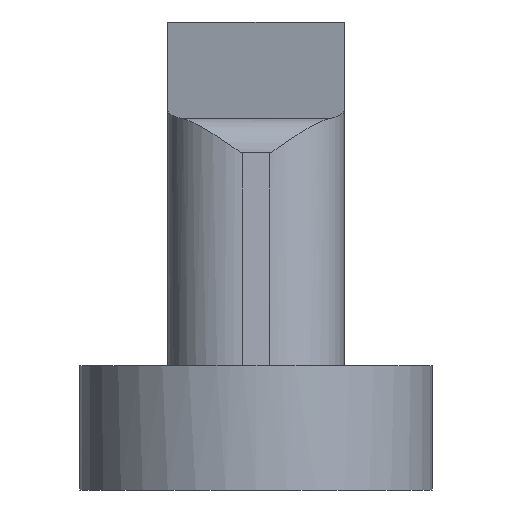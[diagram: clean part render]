
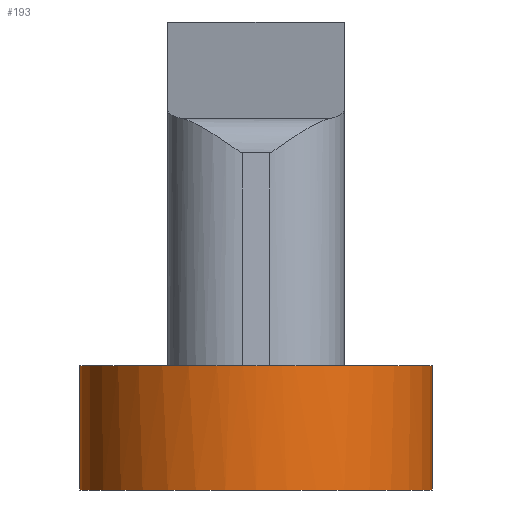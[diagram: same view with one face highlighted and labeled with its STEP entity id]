
A CAD part, left-side view. The second image highlights one B-rep face of the part: STEP entity #193.
In plain terms, the highlighted cylindrical face has radius 19 mm (diameter 38 mm), a partial arc.
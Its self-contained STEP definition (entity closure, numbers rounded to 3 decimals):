
#125=CARTESIAN_POINT('',(0.0,0.0,0.0));
#126=DIRECTION('',(0.0,0.0,1.0));
#127=DIRECTION('',(0.0,-1.0,0.0));
#128=AXIS2_PLACEMENT_3D('',#125,#126,#127);
#129=CYLINDRICAL_SURFACE('',#128,19.);
#130=CARTESIAN_POINT('',(0.,-19.,13.4));
#131=VERTEX_POINT('',#130);
#132=CARTESIAN_POINT('',(0.,-19.,0.0));
#133=VERTEX_POINT('',#132);
#134=CARTESIAN_POINT('',(0.,-19.,13.4));
#135=DIRECTION('',(0.0,0.0,-1.0));
#136=VECTOR('',#135,13.4);
#137=LINE('',#134,#136);
#138=EDGE_CURVE('',#131,#133,#137,.T.);
#139=ORIENTED_EDGE('',*,*,#138,.F.);
#140=CARTESIAN_POINT('',(-18.53,-4.2,13.4));
#141=VERTEX_POINT('',#140);
#142=CARTESIAN_POINT('',(0.0,0.0,13.4));
#143=DIRECTION('',(0.0,0.0,-1.0));
#144=DIRECTION('',(0.0,-1.0,0.0));
#145=AXIS2_PLACEMENT_3D('',#142,#143,#144);
#146=CIRCLE('',#145,19.);
#147=EDGE_CURVE('',#131,#141,#146,.T.);
#148=ORIENTED_EDGE('',*,*,#147,.T.);
#149=CARTESIAN_POINT('',(-19.,0.,13.4));
#150=VERTEX_POINT('',#149);
#151=CARTESIAN_POINT('',(0.0,0.0,13.4));
#152=DIRECTION('',(0.0,0.0,-1.0));
#153=DIRECTION('',(0.0,-1.0,0.0));
#154=AXIS2_PLACEMENT_3D('',#151,#152,#153);
#155=CIRCLE('',#154,19.);
#156=EDGE_CURVE('',#141,#150,#155,.T.);
#157=ORIENTED_EDGE('',*,*,#156,.T.);
#158=CARTESIAN_POINT('',(-18.53,4.2,13.4));
#159=VERTEX_POINT('',#158);
#160=CARTESIAN_POINT('',(0.0,0.0,13.4));
#161=DIRECTION('',(0.0,0.0,-1.0));
#162=DIRECTION('',(0.0,-1.0,0.0));
#163=AXIS2_PLACEMENT_3D('',#160,#161,#162);
#164=CIRCLE('',#163,19.);
#165=EDGE_CURVE('',#150,#159,#164,.T.);
#166=ORIENTED_EDGE('',*,*,#165,.T.);
#167=CARTESIAN_POINT('',(0.,19.,13.4));
#168=VERTEX_POINT('',#167);
#169=CARTESIAN_POINT('',(0.0,0.0,13.4));
#170=DIRECTION('',(0.0,0.0,-1.0));
#171=DIRECTION('',(0.0,-1.0,0.0));
#172=AXIS2_PLACEMENT_3D('',#169,#170,#171);
#173=CIRCLE('',#172,19.);
#174=EDGE_CURVE('',#159,#168,#173,.T.);
#175=ORIENTED_EDGE('',*,*,#174,.T.);
#176=CARTESIAN_POINT('',(0.,19.0,0.0));
#177=VERTEX_POINT('',#176);
#178=CARTESIAN_POINT('',(0.,19.,13.4));
#179=DIRECTION('',(0.0,0.0,-1.0));
#180=VECTOR('',#179,13.4);
#181=LINE('',#178,#180);
#182=EDGE_CURVE('',#168,#177,#181,.T.);
#183=ORIENTED_EDGE('',*,*,#182,.T.);
#184=CARTESIAN_POINT('',(0.0,0.0,0.0));
#185=DIRECTION('',(0.0,0.0,-1.0));
#186=DIRECTION('',(0.0,-1.0,0.0));
#187=AXIS2_PLACEMENT_3D('',#184,#185,#186);
#188=CIRCLE('',#187,19.);
#189=EDGE_CURVE('',#133,#177,#188,.T.);
#190=ORIENTED_EDGE('',*,*,#189,.F.);
#191=EDGE_LOOP('',(#139,#148,#157,#166,#175,#183,#190));
#192=FACE_OUTER_BOUND('',#191,.T.);
#193=ADVANCED_FACE('',(#192),#129,.T.);
